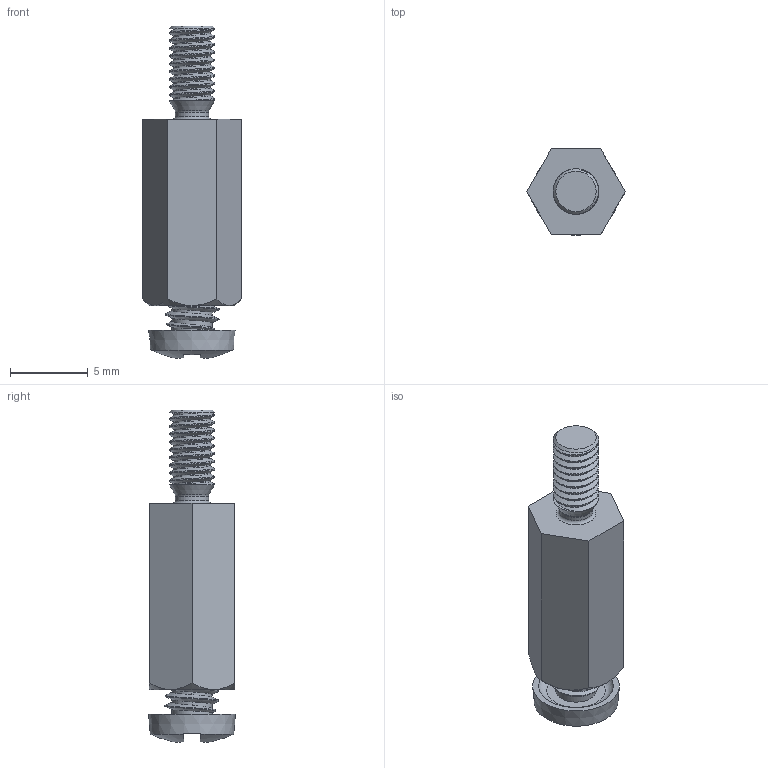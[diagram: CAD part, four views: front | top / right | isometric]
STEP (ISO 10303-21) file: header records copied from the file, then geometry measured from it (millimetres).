
FILE_DESCRIPTION(/* description */ ('Unknown'),/* implementation_level */ '2;1');
FILE_NAME(/* name */ 'Standoff_Screw.step',/* time_stamp */ '2024-10-04T16:31:29+02:00',/* author */ (''),/* organization */ (''),/* preprocessor_version */ 'ST-DEVELOPER v20',/* originating_system */ 'Autodesk Translation Framework v13.20.0.188',/* authorisation */ '');
FILE_SCHEMA (('AUTOMOTIVE_DESIGN { 1 0 10303 214 3 1 1 }'));
Length unit declared in the file: millimetre
Products named in the file (2): 1; 9191-3
Assembly tree (1 placements, depth 2):
  1
    9191-3
Bounding box: 6.35 x 5.59 x 21.38 mm (x, y, z)
Volume: 369.2 mm3; surface area: 611.3 mm2
Topology: 2 solids, 2 shells, 96 faces, 249 edges, 161 vertices
Faces by surface type: cylinder 36, plane 31, cone 17, bspline 9, torus 3
Full cylindrical faces by diameter (mm): 2.134 x1, 2.356 x2, 2.459 x1, 2.529 x1, 2.591 x9, 2.927 x5
Entity records: 7901 total; most frequent: CARTESIAN_POINT 5703, ORIENTED_EDGE 494, DIRECTION 375, EDGE_CURVE 247, VERTEX_POINT 161, AXIS2_PLACEMENT_3D 141, EDGE_LOOP 102, FACE_OUTER_BOUND 96
